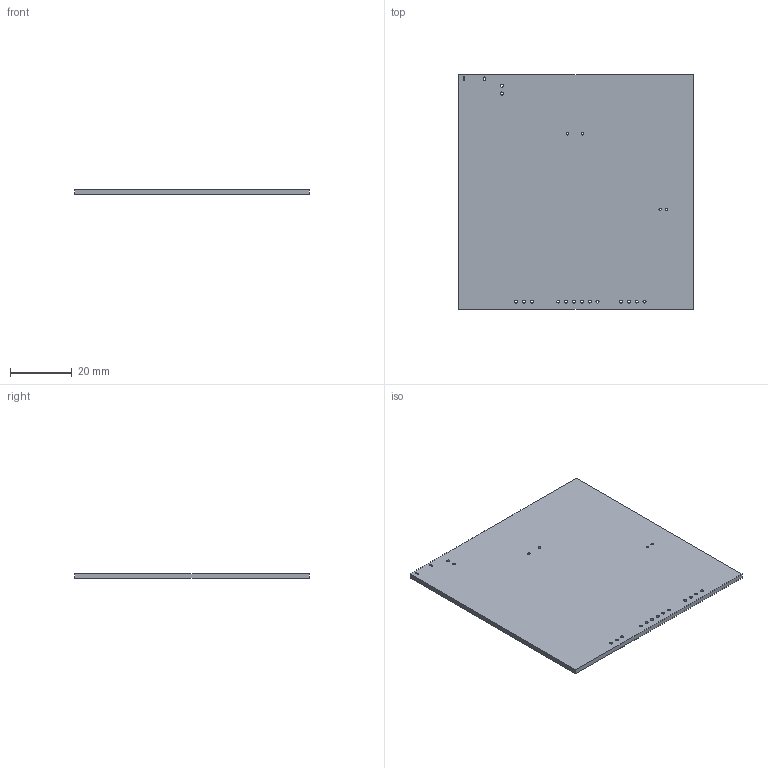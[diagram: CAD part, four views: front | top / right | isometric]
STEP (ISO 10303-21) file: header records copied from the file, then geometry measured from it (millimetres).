
FILE_DESCRIPTION(('KiCad electronic assembly'),'2;1');
FILE_NAME('control_board.step','2023-02-13T16:25:34',('Pcbnew'),('Kicad' ),'Open CASCADE STEP processor 7.6','KiCad to STEP converter', 'Unknown');
FILE_SCHEMA(('AUTOMOTIVE_DESIGN { 1 0 10303 214 1 1 1 1 }'));
Length unit declared in the file: millimetre
Products named in the file (2): control_board 1; control_board PCB
Assembly tree (1 placements, depth 2):
  control_board 1
    control_board PCB
Bounding box: 76.2 x 76.2 x 1.6 mm (x, y, z)
Volume: 9266.7 mm3; surface area: 12171.5 mm2
Topology: 1 solids, 1 shells, 37 faces, 105 edges, 70 vertices
Faces by surface type: cylinder 23, plane 14
Full cylindrical faces by diameter (mm): 0.75 x2, 0.8 x2, 1 x15
Entity records: 2717 total; most frequent: DIRECTION 435, CARTESIAN_POINT 428, LINE 219, VECTOR 219, ORIENTED_EDGE 210, PCURVE 210, DEFINITIONAL_REPRESENTATION 210, EDGE_CURVE 105
